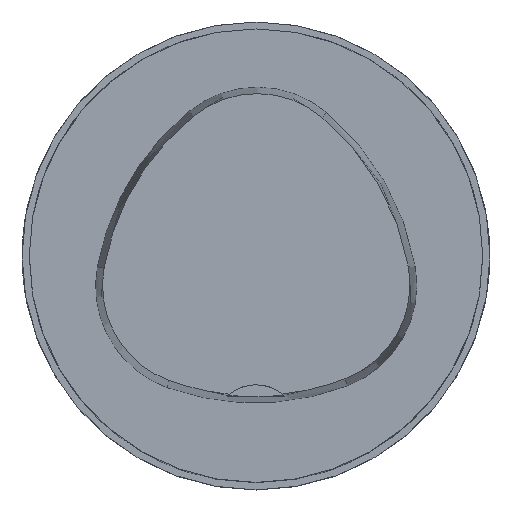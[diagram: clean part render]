
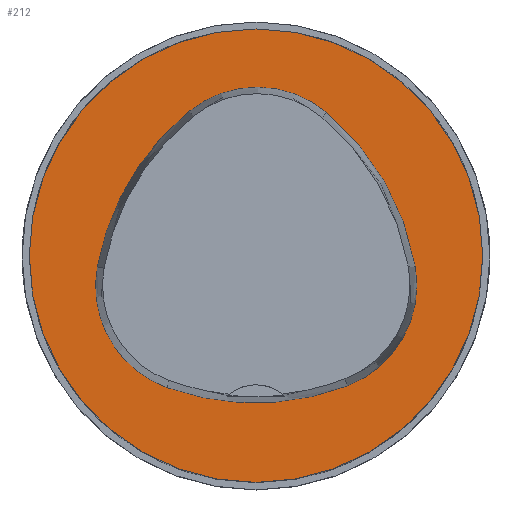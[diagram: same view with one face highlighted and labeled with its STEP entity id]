
A CAD part, top view. The second image highlights one B-rep face of the part: STEP entity #212.
In plain terms, the highlighted planar face has unit normal (0, 0, 1).
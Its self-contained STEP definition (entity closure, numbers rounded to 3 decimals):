
#105=PLANE('',#1118);
#212=ADVANCED_FACE('',(#308,#309),#105,.T.);
#270=CIRCLE('',#1089,31.5);
#272=CIRCLE('',#1096,36.0);
#274=CIRCLE('',#1099,15.0);
#276=CIRCLE('',#1102,36.0);
#278=CIRCLE('',#1105,15.0);
#282=CIRCLE('',#1110,36.0);
#284=CIRCLE('',#1113,15.0);
#308=FACE_BOUND('',#345,.T.);
#309=FACE_BOUND('',#346,.T.);
#345=EDGE_LOOP('',(#470,#471,#472,#473,#474,#475));
#346=EDGE_LOOP('',(#476));
#470=ORIENTED_EDGE('',*,*,#810,.T.);
#471=ORIENTED_EDGE('',*,*,#790,.T.);
#472=ORIENTED_EDGE('',*,*,#794,.T.);
#473=ORIENTED_EDGE('',*,*,#797,.T.);
#474=ORIENTED_EDGE('',*,*,#800,.T.);
#475=ORIENTED_EDGE('',*,*,#808,.T.);
#476=ORIENTED_EDGE('',*,*,#780,.F.);
#688=VERTEX_POINT('',#1492);
#698=VERTEX_POINT('',#1513);
#699=VERTEX_POINT('',#1514);
#702=VERTEX_POINT('',#1522);
#704=VERTEX_POINT('',#1528);
#706=VERTEX_POINT('',#1534);
#713=VERTEX_POINT('',#1555);
#780=EDGE_CURVE('',#688,#688,#270,.T.);
#790=EDGE_CURVE('',#698,#699,#272,.T.);
#794=EDGE_CURVE('',#699,#702,#274,.T.);
#797=EDGE_CURVE('',#702,#704,#276,.T.);
#800=EDGE_CURVE('',#704,#706,#278,.T.);
#808=EDGE_CURVE('',#706,#713,#282,.T.);
#810=EDGE_CURVE('',#713,#698,#284,.T.);
#1089=AXIS2_PLACEMENT_3D('',#1491,#1198,#1199);
#1096=AXIS2_PLACEMENT_3D('',#1512,#1216,#1217);
#1099=AXIS2_PLACEMENT_3D('',#1521,#1224,#1225);
#1102=AXIS2_PLACEMENT_3D('',#1527,#1231,#1232);
#1105=AXIS2_PLACEMENT_3D('',#1533,#1238,#1239);
#1110=AXIS2_PLACEMENT_3D('',#1556,#1250,#1251);
#1113=AXIS2_PLACEMENT_3D('',#1559,#1256,#1257);
#1118=AXIS2_PLACEMENT_3D('',#1564,#1266,#1267);
#1198=DIRECTION('',(0.0,0.0,-1.0));
#1199=DIRECTION('',(-1.0,0.0,0.0));
#1216=DIRECTION('',(0.0,0.0,-1.0));
#1217=DIRECTION('',(-1.0,0.0,0.0));
#1224=DIRECTION('',(0.0,0.0,-1.0));
#1225=DIRECTION('',(-1.0,0.0,0.0));
#1231=DIRECTION('',(0.0,0.0,-1.0));
#1232=DIRECTION('',(-1.0,0.0,0.0));
#1238=DIRECTION('',(0.0,0.0,-1.0));
#1239=DIRECTION('',(-1.0,0.0,0.0));
#1250=DIRECTION('',(0.0,0.0,-1.0));
#1251=DIRECTION('',(-1.0,0.0,0.0));
#1256=DIRECTION('',(0.0,0.0,-1.0));
#1257=DIRECTION('',(-1.0,0.0,0.0));
#1266=DIRECTION('',(0.0,0.0,1.0));
#1267=DIRECTION('',(1.0,0.0,0.0));
#1491=CARTESIAN_POINT('',(0.0,0.0,0.0));
#1492=CARTESIAN_POINT('',(-31.5,0.0,0.0));
#1512=CARTESIAN_POINT('',(13.398,-7.893,0.0));
#1513=CARTESIAN_POINT('',(-22.041,-1.562,0.0));
#1514=CARTESIAN_POINT('',(-9.317,20.036,0.0));
#1521=CARTESIAN_POINT('',(0.148,8.399,0.0));
#1522=CARTESIAN_POINT('',(9.779,19.898,0.0));
#1527=CARTESIAN_POINT('',(-13.337,-7.7,0.0));
#1528=CARTESIAN_POINT('',(22.122,-1.48,0.0));
#1533=CARTESIAN_POINT('',(7.347,-4.071,0.0));
#1534=CARTESIAN_POINT('',(12.693,-18.087,0.0));
#1555=CARTESIAN_POINT('',(-12.373,-18.307,0.0));
#1556=CARTESIAN_POINT('',(-0.137,15.55,0.0));
#1559=CARTESIAN_POINT('',(-7.275,-4.2,0.0));
#1564=CARTESIAN_POINT('',(0.0,0.0,0.0));
